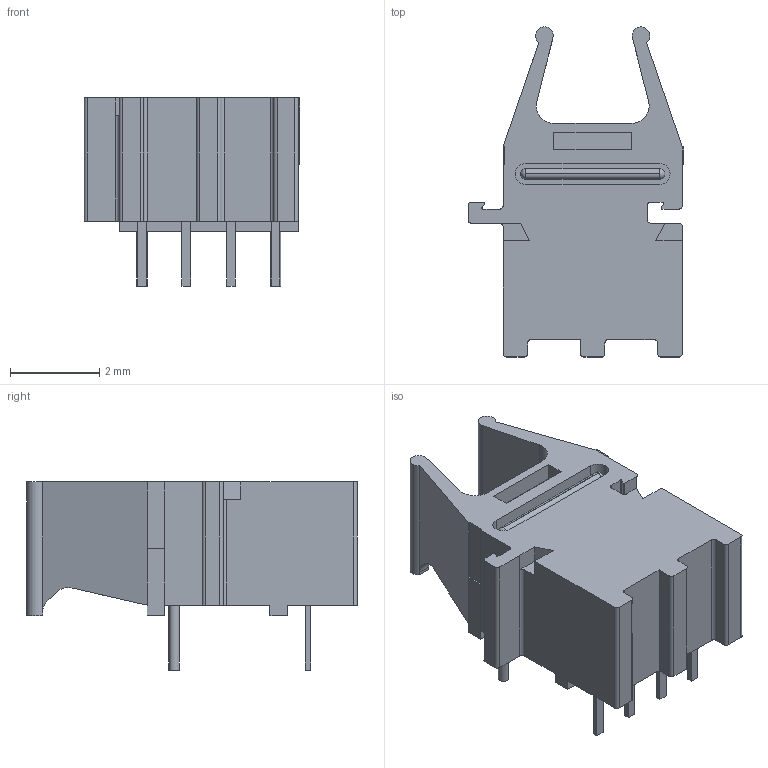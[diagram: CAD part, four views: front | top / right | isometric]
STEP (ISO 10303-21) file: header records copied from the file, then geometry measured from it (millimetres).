
FILE_DESCRIPTION(('FreeCAD Model'),'2;1');
FILE_NAME( 'AFBR-1624Z.step', '2018-01-21T10:51:13',('Author'),(''), 'Open CASCADE STEP processor 6.9','FreeCAD','Unknown');
FILE_SCHEMA(('AUTOMOTIVE_DESIGN_CC2 { 1 2 10303 214 -1 1 5 4 }'));
Length unit declared in the file: millimetre
Products named in the file (2): ASSEMBLY; AFBR-1624Z
Assembly tree (1 placements, depth 2):
  ASSEMBLY
    AFBR-1624Z
Bounding box: 4.84 x 7.4 x 4.22 mm (x, y, z)
Volume: 52.1 mm3; surface area: 163.4 mm2
Topology: 1 solids, 1 shells, 138 faces, 365 edges, 234 vertices
Faces by surface type: plane 98, cylinder 38, sphere 2
Full cylindrical faces by diameter (mm): 0.236 x2, 1.744 x1
Entity records: 9908 total; most frequent: CARTESIAN_POINT 1826, DIRECTION 1260, LINE 776, VECTOR 776, ORIENTED_EDGE 726, PCURVE 726, DEFINITIONAL_REPRESENTATION 726, EDGE_CURVE 363
